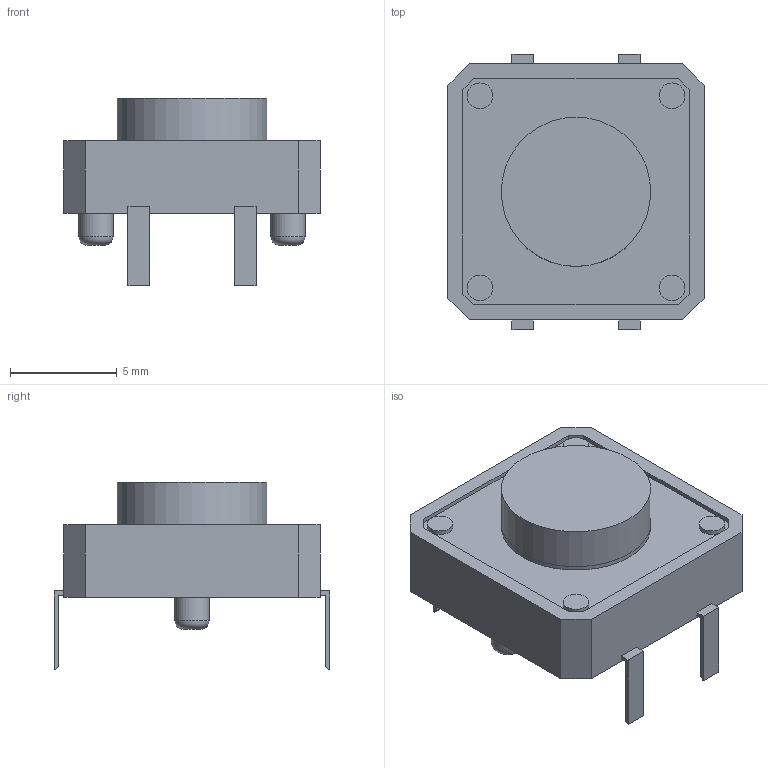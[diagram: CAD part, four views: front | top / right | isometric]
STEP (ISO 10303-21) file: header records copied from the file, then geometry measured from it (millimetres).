
FILE_DESCRIPTION(('FreeCAD Model'),'2;1');
FILE_NAME('Open CASCADE Shape Model','2022-06-21T23:15:05',( 'kicad StepUp'),('ksu MCAD'),'Open CASCADE STEP processor 7.5', 'FreeCAD','Unknown');
FILE_SCHEMA(('AUTOMOTIVE_DESIGN { 1 0 10303 214 1 1 1 1 }'));
Length unit declared in the file: millimetre
Products named in the file (5): Push_Buttion_W12mm; Body; Body001; Body002; Body003
Assembly tree (4 placements, depth 2):
  Push_Buttion_W12mm
    Body
    Body001
    Body002
    Body003
Bounding box: 12 x 12.9 x 8.8 mm (x, y, z)
Volume: 559.6 mm3; surface area: 1027.5 mm2
Topology: 4 solids, 4 shells, 83 faces, 198 edges, 131 vertices
Faces by surface type: plane 68, cylinder 13, torus 2
Full cylindrical faces by diameter (mm): 1.2 x8, 1.6 x2, 7 x3
Entity records: 2516 total; most frequent: CARTESIAN_POINT 417, DIRECTION 403, ORIENTED_EDGE 396, EDGE_CURVE 198, LINE 169, VECTOR 169, VERTEX_POINT 131, AXIS2_PLACEMENT_3D 117
